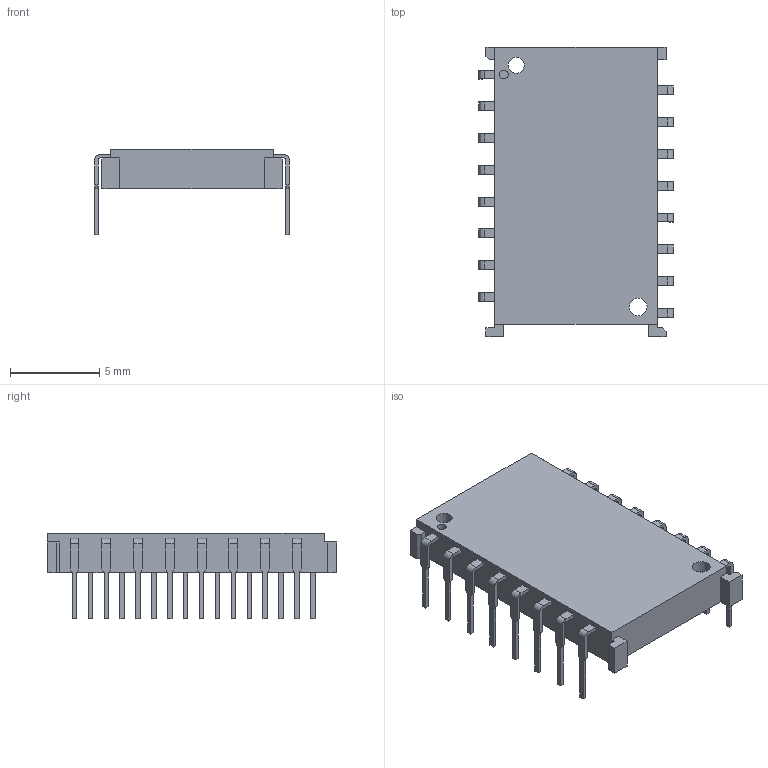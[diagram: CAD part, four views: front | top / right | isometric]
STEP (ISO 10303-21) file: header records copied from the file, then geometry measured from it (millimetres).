
FILE_DESCRIPTION(/* description */ ('','CAx-IF Rec.Pracs.---Representation and Presentation of Product Manufacturing Information (PMI)---4.0---2014-10-13'),/* implementation_level */ '2;1');
FILE_NAME(/* name */ 'Chip.step',/* time_stamp */ '2024-11-30T02:22:53+01:00',/* author */ (''),/* organization */ (''),/* preprocessor_version */ 'ST-DEVELOPER v20',/* originating_system */ 'Autodesk Translation Framework v13.20.0.188',/* authorisation */ '');
FILE_SCHEMA (('AP242_MANAGED_MODEL_BASED_3D_ENGINEERING_MIM_LF { 1 0 10303 442 1 1 4 }'));
Length unit declared in the file: millimetre
Products named in the file (3): Chip; Lead; Lead(Mirror)
Assembly tree (16 placements, depth 2):
  Chip
    Lead  x8
    Lead(Mirror)  x8
Bounding box: 10.9 x 16.2 x 4.81 mm (x, y, z)
Volume: 300.9 mm3; surface area: 543.8 mm2
Topology: 17 solids, 17 shells, 272 faces, 699 edges, 466 vertices
Faces by surface type: plane 237, cylinder 35
Full cylindrical faces by diameter (mm): 0.5 x1, 0.9 x1, 1 x1
Entity records: 2493 total; most frequent: CARTESIAN_POINT 420, DIRECTION 399, ORIENTED_EDGE 390, EDGE_CURVE 195, LINE 181, VECTOR 181, VERTEX_POINT 130, AXIS2_PLACEMENT_3D 109
